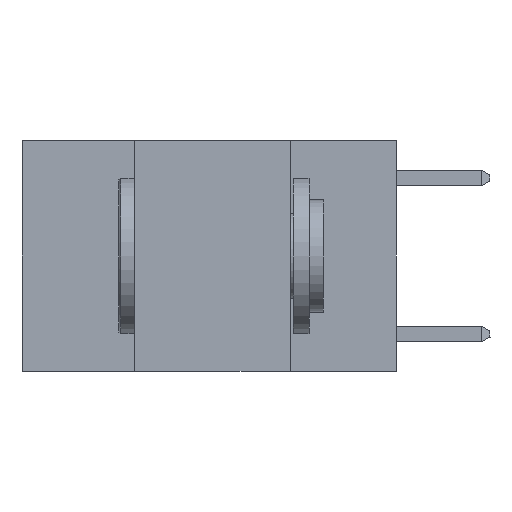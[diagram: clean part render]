
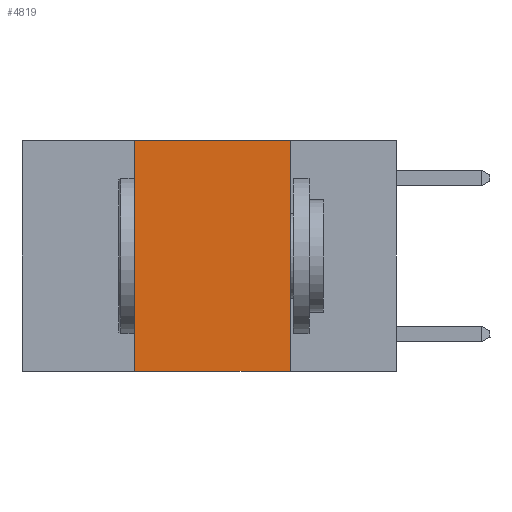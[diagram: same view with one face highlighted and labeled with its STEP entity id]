
A CAD part, left-side view. The second image highlights one B-rep face of the part: STEP entity #4819.
In plain terms, the highlighted planar face has unit normal (-1, 0, 0).
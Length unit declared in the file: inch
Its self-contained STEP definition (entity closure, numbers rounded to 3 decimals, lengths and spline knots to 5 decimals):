
#798 = CARTESIAN_POINT ( 'NONE',  ( 0., 0.6, 0. ) ) ;
#1122 = ORIENTED_EDGE ( 'NONE', *, *, #8011, .F. ) ;
#1377 = CARTESIAN_POINT ( 'NONE',  ( 0., 0.6, 0. ) ) ;
#1389 = VECTOR ( 'NONE', #9818, 39.37008 ) ;
#1931 = DIRECTION ( 'NONE',  ( 0., 0., -1. ) ) ;
#1978 = AXIS2_PLACEMENT_3D ( 'NONE', #798, #7702, #1931 ) ;
#2191 = CARTESIAN_POINT ( 'NONE',  ( 0., 0.6, -0.37 ) ) ;
#2324 = CARTESIAN_POINT ( 'NONE',  ( 0., 0.42, 0. ) ) ;
#2520 = VECTOR ( 'NONE', #11626, 39.37008 ) ;
#3478 = EDGE_LOOP ( 'NONE', ( #1122, #3887, #6386, #11288 ) ) ;
#3543 = VERTEX_POINT ( 'NONE', #11379 ) ;
#3887 = ORIENTED_EDGE ( 'NONE', *, *, #7568, .F. ) ;
#4404 = DIRECTION ( 'NONE',  ( 0., -1., 0. ) ) ;
#4819 = ADVANCED_FACE ( 'NONE', ( #6351 ), #4848, .F. ) ;
#4848 = PLANE ( 'NONE',  #1978 ) ;
#5422 = VECTOR ( 'NONE', #10720, 39.37008 ) ;
#6093 = VERTEX_POINT ( 'NONE', #2324 ) ;
#6099 = CARTESIAN_POINT ( 'NONE',  ( 0., 0.17, 0. ) ) ;
#6316 = VECTOR ( 'NONE', #4404, 39.37008 ) ;
#6351 = FACE_OUTER_BOUND ( 'NONE', #3478, .T. ) ;
#6386 = ORIENTED_EDGE ( 'NONE', *, *, #8016, .F. ) ;
#7568 = EDGE_CURVE ( 'NONE', #6093, #8798, #8827, .T. ) ;
#7702 = DIRECTION ( 'NONE',  ( 1., 0., 0. ) ) ;
#7975 = VERTEX_POINT ( 'NONE', #10686 ) ;
#7993 = EDGE_CURVE ( 'NONE', #3543, #7975, #8236, .T. ) ;
#8011 = EDGE_CURVE ( 'NONE', #8798, #7975, #10943, .T. ) ;
#8016 = EDGE_CURVE ( 'NONE', #3543, #6093, #10099, .T. ) ;
#8236 = LINE ( 'NONE', #2191, #1389 ) ;
#8798 = VERTEX_POINT ( 'NONE', #10790 ) ;
#8827 = LINE ( 'NONE', #1377, #6316 ) ;
#9818 = DIRECTION ( 'NONE',  ( 0., -1., 0. ) ) ;
#10099 = LINE ( 'NONE', #10766, #2520 ) ;
#10686 = CARTESIAN_POINT ( 'NONE',  ( 0., 0.17, -0.37 ) ) ;
#10720 = DIRECTION ( 'NONE',  ( 0., 0., -1. ) ) ;
#10766 = CARTESIAN_POINT ( 'NONE',  ( 0., 0.42, 0. ) ) ;
#10790 = CARTESIAN_POINT ( 'NONE',  ( 0., 0.17, 0. ) ) ;
#10943 = LINE ( 'NONE', #6099, #5422 ) ;
#11288 = ORIENTED_EDGE ( 'NONE', *, *, #7993, .T. ) ;
#11379 = CARTESIAN_POINT ( 'NONE',  ( 0., 0.42, -0.37 ) ) ;
#11626 = DIRECTION ( 'NONE',  ( 0., 0., 1. ) ) ;
